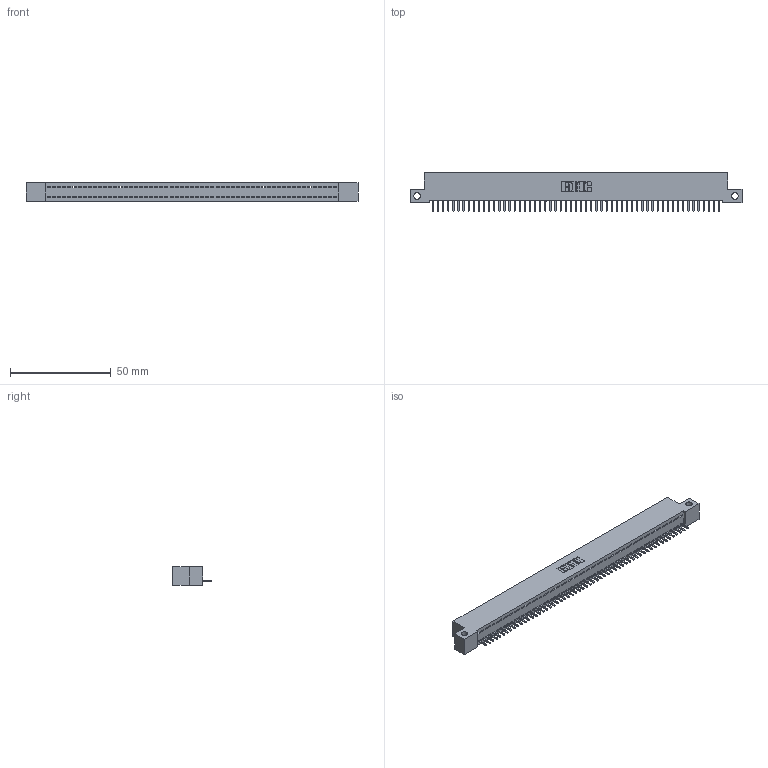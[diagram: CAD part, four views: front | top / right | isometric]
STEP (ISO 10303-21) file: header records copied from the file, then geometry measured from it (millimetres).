
FILE_DESCRIPTION (( 'STEP AP203' ), '1' );
FILE_NAME ('392-057-521-112.STEP', '2019-10-08T15:45:32', ( '' ), ( '' ), 'SwSTEP 2.0', 'SolidWorks 2016', '' );
FILE_SCHEMA (( 'CONFIG_CONTROL_DESIGN' ));
Length unit declared in the file: inch
Products named in the file (3): 345-292-001_345-293-121; 392-057-521-112; 342 Part_Side Mount
Assembly tree (58 placements, depth 2):
  392-057-521-112
    342 Part_Side Mount
    345-292-001_345-293-121  x57
Bounding box: 165.1 x 19.06 x 9.4 mm (x, y, z)
Volume: 14295.1 mm3; surface area: 20486.2 mm2
Topology: 58 solids, 58 shells, 3416 faces, 10331 edges, 6810 vertices
Faces by surface type: plane 2460, cylinder 956
Entity records: 32795 total; most frequent: CARTESIAN_POINT 5661, ORIENTED_EDGE 5654, DIRECTION 4745, EDGE_CURVE 2827, VECTOR 2699, LINE 2699, VERTEX_POINT 1882, AXIS2_PLACEMENT_3D 1023
